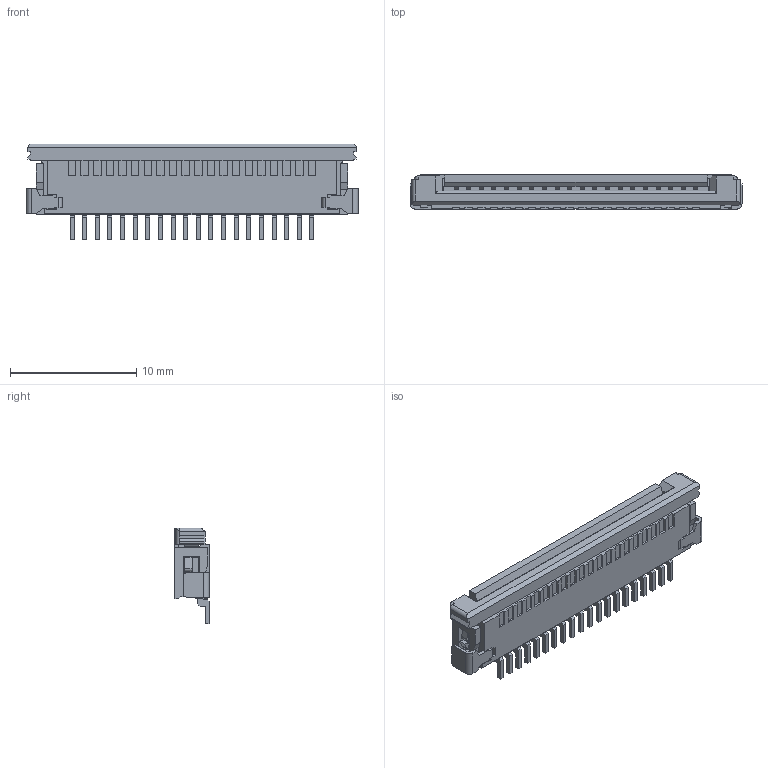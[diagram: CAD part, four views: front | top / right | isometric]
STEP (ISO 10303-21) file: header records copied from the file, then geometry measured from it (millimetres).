
FILE_DESCRIPTION((''),'2;1');
FILE_NAME('522072060','2019-03-15T',('gga'),(''),'PRO/ENGINEER BY PARAMETRIC TECHNOLOGY CORPORATION, 2016010','PRO/ENGINEER BY PARAMETRIC TECHNOLOGY CORPORATION, 2016010','');
FILE_SCHEMA(('CONFIG_CONTROL_DESIGN'));
Length unit declared in the file: millimetre
Products named in the file (1): 522072060
Bounding box: 26.3 x 2.7 x 7.6 mm (x, y, z)
Volume: 308.5 mm3; surface area: 899.1 mm2
Topology: 1 solids, 1 shells, 786 faces, 2443 edges, 1644 vertices
Faces by surface type: plane 703, cylinder 83
Entity records: 26772 total; most frequent: CARTESIAN_POINT 4824, ORIENTED_EDGE 4710, DIRECTION 4173, EDGE_CURVE 2355, VECTOR 2275, LINE 2275, VERTEX_POINT 1556, AXIS2_PLACEMENT_3D 949
